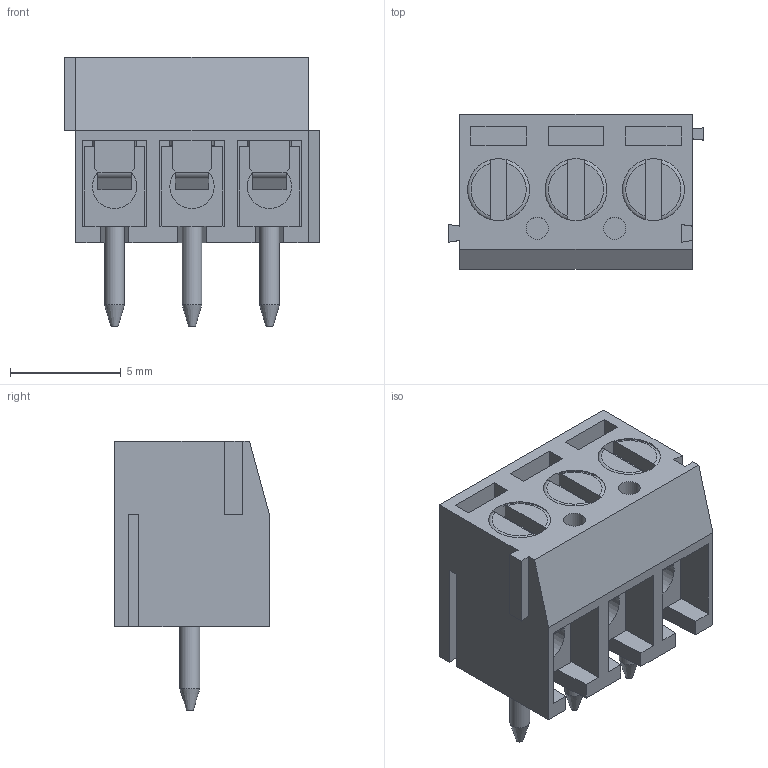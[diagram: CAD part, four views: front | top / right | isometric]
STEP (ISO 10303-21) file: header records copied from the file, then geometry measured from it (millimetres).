
FILE_DESCRIPTION(/* description */ ('Unknown'),/* implementation_level */ '2;1');
FILE_NAME(/* name */ '691103110003',/* time_stamp */ '2016-02-19T15:29:01+01:00',/* author */ ('Unknown'),/* organization */ ('Unknown'),/* preprocessor_version */ 'ST-DEVELOPER v16',/* originating_system */ 'DEX',/* authorisation */ $);
FILE_SCHEMA (('AUTOMOTIVE_DESIGN {1 0 10303 214 3 1 1}'));
Length unit declared in the file: millimetre
Products named in the file (5): 6911031100xx; 691502710003; 6911031100xx_CAGE; 6911031100xx_PIN; 6911031100xx_VIS
Assembly tree (10 placements, depth 2):
  6911031100xx
    691502710003
    6911031100xx_CAGE  x3
    6911031100xx_PIN  x3
    6911031100xx_VIS  x3
Bounding box: 11.5 x 7 x 12.2 mm (x, y, z)
Volume: 417.1 mm3; surface area: 1406.6 mm2
Topology: 10 solids, 10 shells, 291 faces, 735 edges, 478 vertices
Faces by surface type: plane 196, cylinder 74, cone 12, torus 9
Full cylindrical faces by diameter (mm): 0.9 x3, 1 x2, 1.5 x3, 1.95 x3, 2 x6, 2.8 x3, 2.9 x3
Entity records: 5178 total; most frequent: CARTESIAN_POINT 1089, DIRECTION 777, ORIENTED_EDGE 752, EDGE_CURVE 376, LINE 297, VECTOR 297, VERTEX_POINT 257, AXIS2_PLACEMENT_3D 240
